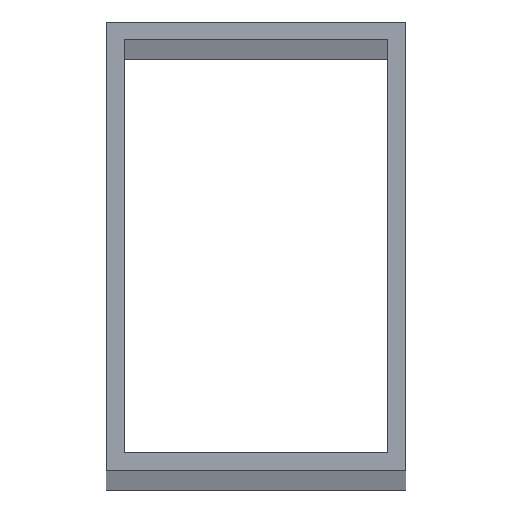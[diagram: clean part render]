
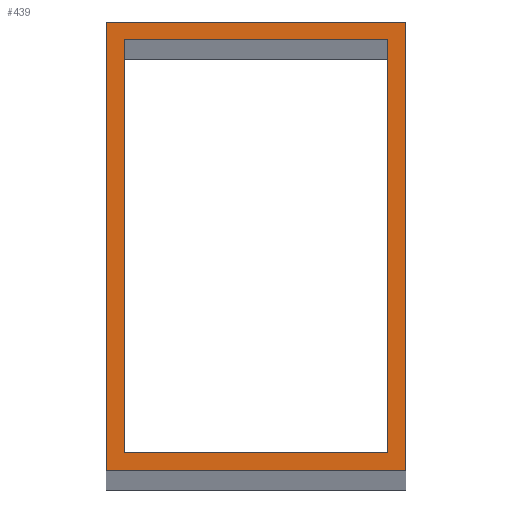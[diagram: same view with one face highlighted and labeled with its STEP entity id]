
A CAD part, top view. The second image highlights one B-rep face of the part: STEP entity #439.
In plain terms, the highlighted planar face has unit normal (0, 0, 1).
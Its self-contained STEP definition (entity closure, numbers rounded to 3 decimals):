
#6 = EDGE_LOOP ( 'NONE', ( #86, #254, #68, #474 ) ) ;
#24 = VERTEX_POINT ( 'NONE', #30 ) ;
#26 = AXIS2_PLACEMENT_3D ( 'NONE', #177, #389, #388 ) ;
#30 = CARTESIAN_POINT ( 'NONE',  ( 44., 69., 3600. ) ) ;
#50 = VERTEX_POINT ( 'NONE', #267 ) ;
#62 = DIRECTION ( 'NONE',  ( 1., 0., 0. ) ) ;
#68 = ORIENTED_EDGE ( 'NONE', *, *, #201, .F. ) ;
#77 = LINE ( 'NONE', #351, #489 ) ;
#85 = EDGE_CURVE ( 'NONE', #402, #300, #419, .T. ) ;
#86 = ORIENTED_EDGE ( 'NONE', *, *, #410, .F. ) ;
#87 = VECTOR ( 'NONE', #297, 1000. ) ;
#89 = EDGE_CURVE ( 'NONE', #300, #50, #209, .T. ) ;
#92 = VECTOR ( 'NONE', #287, 1000. ) ;
#95 = DIRECTION ( 'NONE',  ( -1., 0., 0. ) ) ;
#132 = VERTEX_POINT ( 'NONE', #330 ) ;
#134 = DIRECTION ( 'NONE',  ( 0., -1., 0. ) ) ;
#145 = CARTESIAN_POINT ( 'NONE',  ( -44., -69., 3600. ) ) ;
#148 = FACE_BOUND ( 'NONE', #6, .T. ) ;
#152 = VECTOR ( 'NONE', #134, 1000. ) ;
#153 = PLANE ( 'NONE',  #26 ) ;
#171 = EDGE_CURVE ( 'NONE', #50, #452, #472, .T. ) ;
#172 = CARTESIAN_POINT ( 'NONE',  ( -50., -75., 3600. ) ) ;
#174 = EDGE_CURVE ( 'NONE', #453, #178, #352, .T. ) ;
#177 = CARTESIAN_POINT ( 'NONE',  ( 0., 0., 3600. ) ) ;
#178 = VERTEX_POINT ( 'NONE', #455 ) ;
#182 = CARTESIAN_POINT ( 'NONE',  ( 50., -75., 3600. ) ) ;
#198 = VECTOR ( 'NONE', #490, 1000. ) ;
#199 = DIRECTION ( 'NONE',  ( 1., 0., 0. ) ) ;
#201 = EDGE_CURVE ( 'NONE', #178, #24, #331, .T. ) ;
#209 = LINE ( 'NONE', #277, #92 ) ;
#225 = VECTOR ( 'NONE', #415, 1000. ) ;
#234 = FACE_OUTER_BOUND ( 'NONE', #411, .T. ) ;
#254 = ORIENTED_EDGE ( 'NONE', *, *, #280, .F. ) ;
#259 = VECTOR ( 'NONE', #199, 1000. ) ;
#262 = ORIENTED_EDGE ( 'NONE', *, *, #89, .T. ) ;
#267 = CARTESIAN_POINT ( 'NONE',  ( -50., 75., 3600. ) ) ;
#277 = CARTESIAN_POINT ( 'NONE',  ( -50., 75., 3600. ) ) ;
#280 = EDGE_CURVE ( 'NONE', #24, #132, #386, .T. ) ;
#287 = DIRECTION ( 'NONE',  ( -1., 0., 0. ) ) ;
#297 = DIRECTION ( 'NONE',  ( 0., -1., 0. ) ) ;
#299 = CARTESIAN_POINT ( 'NONE',  ( -50., -75., 3600. ) ) ;
#300 = VERTEX_POINT ( 'NONE', #336 ) ;
#319 = CARTESIAN_POINT ( 'NONE',  ( -44., -69., 3600. ) ) ;
#320 = ORIENTED_EDGE ( 'NONE', *, *, #484, .T. ) ;
#329 = CARTESIAN_POINT ( 'NONE',  ( 50., -75., 3600. ) ) ;
#330 = CARTESIAN_POINT ( 'NONE',  ( -44., 69., 3600. ) ) ;
#331 = LINE ( 'NONE', #481, #225 ) ;
#336 = CARTESIAN_POINT ( 'NONE',  ( 50., 75., 3600. ) ) ;
#340 = LINE ( 'NONE', #502, #87 ) ;
#351 = CARTESIAN_POINT ( 'NONE',  ( -50., -75., 3600. ) ) ;
#352 = LINE ( 'NONE', #319, #259 ) ;
#386 = LINE ( 'NONE', #465, #438 ) ;
#388 = DIRECTION ( 'NONE',  ( -1., 0., 0. ) ) ;
#389 = DIRECTION ( 'NONE',  ( 0., 0., -1. ) ) ;
#402 = VERTEX_POINT ( 'NONE', #182 ) ;
#410 = EDGE_CURVE ( 'NONE', #132, #453, #340, .T. ) ;
#411 = EDGE_LOOP ( 'NONE', ( #499, #320, #432, #262 ) ) ;
#415 = DIRECTION ( 'NONE',  ( 0., 1., 0. ) ) ;
#419 = LINE ( 'NONE', #329, #198 ) ;
#432 = ORIENTED_EDGE ( 'NONE', *, *, #85, .T. ) ;
#438 = VECTOR ( 'NONE', #95, 1000. ) ;
#439 = ADVANCED_FACE ( 'NONE', ( #234, #148 ), #153, .F. ) ;
#452 = VERTEX_POINT ( 'NONE', #299 ) ;
#453 = VERTEX_POINT ( 'NONE', #145 ) ;
#455 = CARTESIAN_POINT ( 'NONE',  ( 44., -69., 3600. ) ) ;
#465 = CARTESIAN_POINT ( 'NONE',  ( -44., 69., 3600. ) ) ;
#472 = LINE ( 'NONE', #172, #152 ) ;
#474 = ORIENTED_EDGE ( 'NONE', *, *, #174, .F. ) ;
#481 = CARTESIAN_POINT ( 'NONE',  ( 44., -69., 3600. ) ) ;
#484 = EDGE_CURVE ( 'NONE', #452, #402, #77, .T. ) ;
#489 = VECTOR ( 'NONE', #62, 1000. ) ;
#490 = DIRECTION ( 'NONE',  ( 0., 1., 0. ) ) ;
#499 = ORIENTED_EDGE ( 'NONE', *, *, #171, .T. ) ;
#502 = CARTESIAN_POINT ( 'NONE',  ( -44., -69., 3600. ) ) ;
